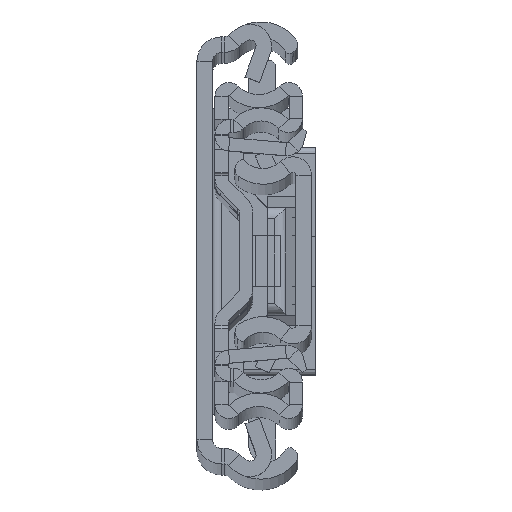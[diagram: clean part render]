
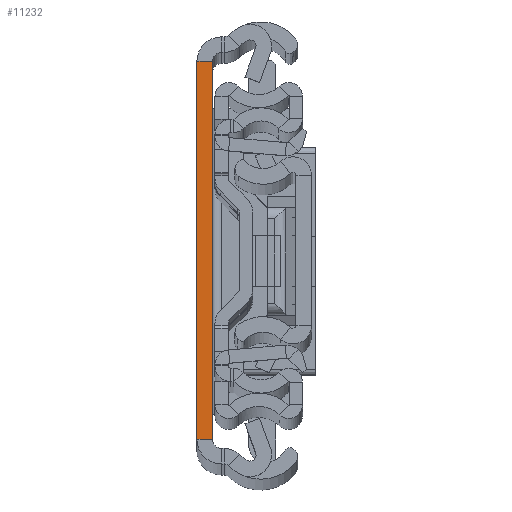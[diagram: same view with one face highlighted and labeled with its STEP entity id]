
A CAD part, top view. The second image highlights one B-rep face of the part: STEP entity #11232.
In plain terms, the highlighted planar face has unit normal (0, 0, 1).
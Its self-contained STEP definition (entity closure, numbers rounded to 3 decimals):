
#143 = DIRECTION ( 'NONE',  ( 0., 1., 0. ) ) ;
#510 = CARTESIAN_POINT ( 'NONE',  ( 2.6, -31.5, 0. ) ) ;
#1421 = CARTESIAN_POINT ( 'NONE',  ( 0., -31.5, 0. ) ) ;
#2037 = VECTOR ( 'NONE', #4544, 1000. ) ;
#2136 = VERTEX_POINT ( 'NONE', #7042 ) ;
#2510 = VERTEX_POINT ( 'NONE', #15646 ) ;
#3153 = EDGE_CURVE ( 'NONE', #2136, #16936, #7589, .T. ) ;
#3250 = CARTESIAN_POINT ( 'NONE',  ( 2.6, -31.5, 0. ) ) ;
#3829 = ORIENTED_EDGE ( 'NONE', *, *, #4132, .T. ) ;
#4132 = EDGE_CURVE ( 'NONE', #16936, #2510, #7108, .T. ) ;
#4261 = LINE ( 'NONE', #16785, #9653 ) ;
#4381 = EDGE_LOOP ( 'NONE', ( #6245, #14948, #13311, #3829 ) ) ;
#4544 = DIRECTION ( 'NONE',  ( 1., 0., 0. ) ) ;
#4818 = CARTESIAN_POINT ( 'NONE',  ( 2.6, -31.5, 0. ) ) ;
#5487 = DIRECTION ( 'NONE',  ( 0., 1., 0. ) ) ;
#6245 = ORIENTED_EDGE ( 'NONE', *, *, #14191, .F. ) ;
#6594 = LINE ( 'NONE', #1421, #6874 ) ;
#6874 = VECTOR ( 'NONE', #5487, 1000. ) ;
#7042 = CARTESIAN_POINT ( 'NONE',  ( 0., -31.5, 0. ) ) ;
#7108 = LINE ( 'NONE', #7199, #8228 ) ;
#7199 = CARTESIAN_POINT ( 'NONE',  ( 2.6, -31.5, 0. ) ) ;
#7589 = LINE ( 'NONE', #4818, #2037 ) ;
#8228 = VECTOR ( 'NONE', #143, 1000. ) ;
#8295 = FACE_OUTER_BOUND ( 'NONE', #4381, .T. ) ;
#8735 = PLANE ( 'NONE',  #12639 ) ;
#9642 = DIRECTION ( 'NONE',  ( 1., 0., 0. ) ) ;
#9653 = VECTOR ( 'NONE', #9642, 1000. ) ;
#9952 = EDGE_CURVE ( 'NONE', #2136, #12484, #6594, .T. ) ;
#11232 = ADVANCED_FACE ( 'NONE', ( #8295 ), #8735, .F. ) ;
#12280 = CARTESIAN_POINT ( 'NONE',  ( 0., 31.5, 0. ) ) ;
#12484 = VERTEX_POINT ( 'NONE', #12280 ) ;
#12639 = AXIS2_PLACEMENT_3D ( 'NONE', #510, #14222, #13946 ) ;
#13311 = ORIENTED_EDGE ( 'NONE', *, *, #3153, .T. ) ;
#13946 = DIRECTION ( 'NONE',  ( 0., 1., 0. ) ) ;
#14191 = EDGE_CURVE ( 'NONE', #12484, #2510, #4261, .T. ) ;
#14222 = DIRECTION ( 'NONE',  ( 0., 0., -1. ) ) ;
#14948 = ORIENTED_EDGE ( 'NONE', *, *, #9952, .F. ) ;
#15646 = CARTESIAN_POINT ( 'NONE',  ( 2.6, 31.5, 0. ) ) ;
#16785 = CARTESIAN_POINT ( 'NONE',  ( 2.6, 31.5, 0. ) ) ;
#16936 = VERTEX_POINT ( 'NONE', #3250 ) ;
